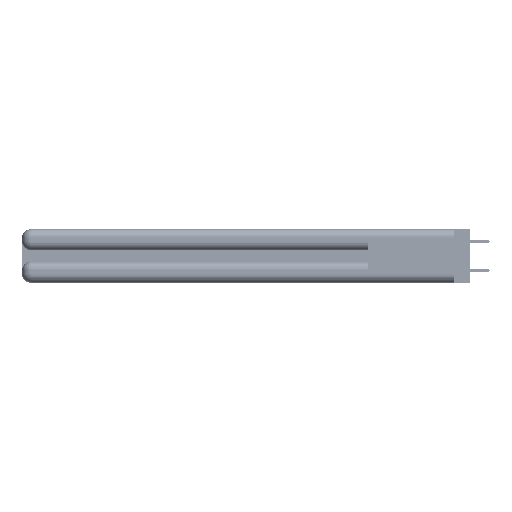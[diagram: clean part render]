
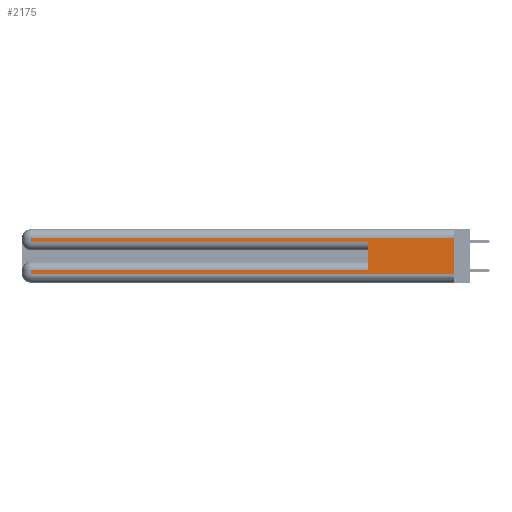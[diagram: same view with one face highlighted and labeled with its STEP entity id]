
A CAD part, left-side view. The second image highlights one B-rep face of the part: STEP entity #2175.
In plain terms, the highlighted planar face has unit normal (-1, 0, 0).
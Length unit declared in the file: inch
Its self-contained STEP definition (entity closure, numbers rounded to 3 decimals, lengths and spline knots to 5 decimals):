
#1954 = ORIENTED_EDGE ( 'NONE', *, *, #9880, .T. ) ;
#2175 = ADVANCED_FACE ( 'NONE', ( #17505 ), #52241, .F. ) ;
#2488 = ORIENTED_EDGE ( 'NONE', *, *, #29269, .T. ) ;
#2598 = CARTESIAN_POINT ( 'NONE',  ( 0., 0., 0.085 ) ) ;
#2929 = EDGE_CURVE ( 'NONE', #34528, #7539, #50192, .T. ) ;
#3417 = DIRECTION ( 'NONE',  ( 0., 1., 0. ) ) ;
#4009 = DIRECTION ( 'NONE',  ( 0., 0., -1. ) ) ;
#6294 = EDGE_CURVE ( 'NONE', #17827, #25842, #28008, .T. ) ;
#6758 = CARTESIAN_POINT ( 'NONE',  ( 0., 2.94, 0.06 ) ) ;
#6830 = ORIENTED_EDGE ( 'NONE', *, *, #48369, .F. ) ;
#7428 = VECTOR ( 'NONE', #34110, 39.37008 ) ;
#7539 = VERTEX_POINT ( 'NONE', #50726 ) ;
#7832 = DIRECTION ( 'NONE',  ( 0., -1., 0. ) ) ;
#8106 = CARTESIAN_POINT ( 'NONE',  ( 0., 0., 0.285 ) ) ;
#9128 = DIRECTION ( 'NONE',  ( 1., 0., 0. ) ) ;
#9880 = EDGE_CURVE ( 'NONE', #47509, #29526, #40912, .T. ) ;
#10591 = ORIENTED_EDGE ( 'NONE', *, *, #31779, .T. ) ;
#11805 = CARTESIAN_POINT ( 'NONE',  ( 0., 0., 0.31 ) ) ;
#14537 = DIRECTION ( 'NONE',  ( 0., 0., 1. ) ) ;
#16224 = DIRECTION ( 'NONE',  ( 0., -1., 0. ) ) ;
#16574 = EDGE_CURVE ( 'NONE', #25006, #37195, #53780, .T. ) ;
#17008 = CARTESIAN_POINT ( 'NONE',  ( 0., 2.94, 0.37 ) ) ;
#17124 = LINE ( 'NONE', #17943, #36279 ) ;
#17505 = FACE_OUTER_BOUND ( 'NONE', #37055, .T. ) ;
#17827 = VERTEX_POINT ( 'NONE', #6758 ) ;
#17943 = CARTESIAN_POINT ( 'NONE',  ( 0., 0., 0.37 ) ) ;
#20502 = CARTESIAN_POINT ( 'NONE',  ( 0., 2.94, 0.37 ) ) ;
#22571 = ORIENTED_EDGE ( 'NONE', *, *, #51041, .F. ) ;
#23180 = ORIENTED_EDGE ( 'NONE', *, *, #6294, .T. ) ;
#25006 = VERTEX_POINT ( 'NONE', #53781 ) ;
#25842 = VERTEX_POINT ( 'NONE', #35998 ) ;
#25881 = AXIS2_PLACEMENT_3D ( 'NONE', #51961, #9128, #46945 ) ;
#28008 = LINE ( 'NONE', #53824, #38738 ) ;
#28859 = DIRECTION ( 'NONE',  ( 0., 1., 0. ) ) ;
#29269 = EDGE_CURVE ( 'NONE', #29526, #17827, #38316, .T. ) ;
#29526 = VERTEX_POINT ( 'NONE', #40810 ) ;
#29878 = VECTOR ( 'NONE', #7832, 39.37008 ) ;
#30843 = DIRECTION ( 'NONE',  ( 0., 0., -1. ) ) ;
#31779 = EDGE_CURVE ( 'NONE', #7539, #25006, #37310, .T. ) ;
#34110 = DIRECTION ( 'NONE',  ( 0., 0., -1. ) ) ;
#34528 = VERTEX_POINT ( 'NONE', #44671 ) ;
#35563 = VECTOR ( 'NONE', #3417, 39.37008 ) ;
#35998 = CARTESIAN_POINT ( 'NONE',  ( 0., 0., 0.06 ) ) ;
#36103 = CARTESIAN_POINT ( 'NONE',  ( 0., 0.6, 0.145 ) ) ;
#36279 = VECTOR ( 'NONE', #30843, 39.37008 ) ;
#37055 = EDGE_LOOP ( 'NONE', ( #22571, #43558, #10591, #47070, #6830, #1954, #2488, #23180 ) ) ;
#37195 = VERTEX_POINT ( 'NONE', #42542 ) ;
#37310 = LINE ( 'NONE', #20502, #38815 ) ;
#38316 = LINE ( 'NONE', #17008, #7428 ) ;
#38738 = VECTOR ( 'NONE', #16224, 39.37008 ) ;
#38815 = VECTOR ( 'NONE', #4009, 39.37008 ) ;
#40810 = CARTESIAN_POINT ( 'NONE',  ( 0., 2.94, 0.085 ) ) ;
#40912 = LINE ( 'NONE', #2598, #35563 ) ;
#41138 = LINE ( 'NONE', #36103, #53004 ) ;
#42542 = CARTESIAN_POINT ( 'NONE',  ( 0., 0.6, 0.285 ) ) ;
#43558 = ORIENTED_EDGE ( 'NONE', *, *, #2929, .T. ) ;
#44671 = CARTESIAN_POINT ( 'NONE',  ( 0., 0., 0.31 ) ) ;
#46945 = DIRECTION ( 'NONE',  ( 0., 0., -1. ) ) ;
#47070 = ORIENTED_EDGE ( 'NONE', *, *, #16574, .T. ) ;
#47509 = VERTEX_POINT ( 'NONE', #48080 ) ;
#48080 = CARTESIAN_POINT ( 'NONE',  ( 0., 0.6, 0.085 ) ) ;
#48369 = EDGE_CURVE ( 'NONE', #47509, #37195, #41138, .T. ) ;
#50192 = LINE ( 'NONE', #11805, #54737 ) ;
#50726 = CARTESIAN_POINT ( 'NONE',  ( 0., 2.94, 0.31 ) ) ;
#51041 = EDGE_CURVE ( 'NONE', #34528, #25842, #17124, .T. ) ;
#51961 = CARTESIAN_POINT ( 'NONE',  ( 0., 0., 0.37 ) ) ;
#52241 = PLANE ( 'NONE',  #25881 ) ;
#53004 = VECTOR ( 'NONE', #14537, 39.37008 ) ;
#53780 = LINE ( 'NONE', #8106, #29878 ) ;
#53781 = CARTESIAN_POINT ( 'NONE',  ( 0., 2.94, 0.285 ) ) ;
#53824 = CARTESIAN_POINT ( 'NONE',  ( 0., 0., 0.06 ) ) ;
#54737 = VECTOR ( 'NONE', #28859, 39.37008 ) ;
